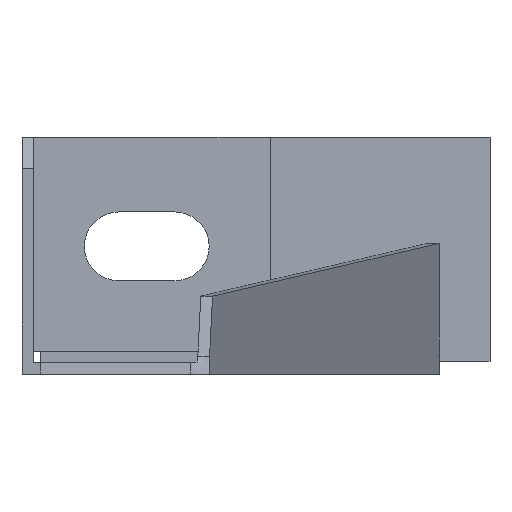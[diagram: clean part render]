
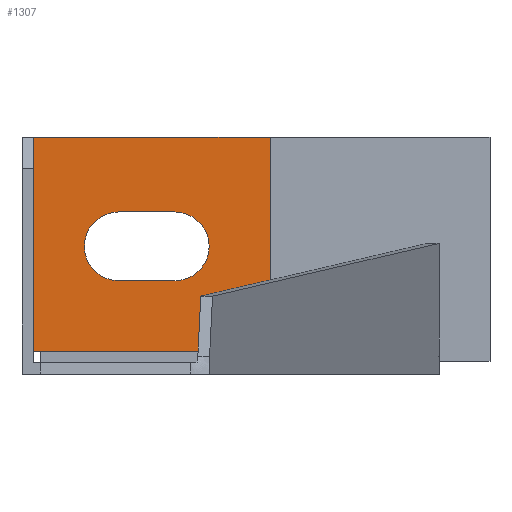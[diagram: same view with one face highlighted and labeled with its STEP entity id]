
A CAD part, left-side view. The second image highlights one B-rep face of the part: STEP entity #1307.
In plain terms, the highlighted planar face has unit normal (-1, 0, 0).
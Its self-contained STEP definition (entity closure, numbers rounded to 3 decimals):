
#200=DIRECTION('',(0.,0.,-1.));
#201=VECTOR('',#200,34.404);
#202=CARTESIAN_POINT('',(306.2,93.5,37.76));
#203=LINE('',#202,#201);
#396=DIRECTION('',(0.,-1.,0.));
#397=VECTOR('',#396,37.85);
#398=CARTESIAN_POINT('',(306.2,93.5,3.357));
#399=LINE('',#398,#397);
#404=DIRECTION('',(0.,-1.,0.));
#405=VECTOR('',#404,9.);
#406=CARTESIAN_POINT('',(306.2,79.9,14.76));
#407=LINE('',#406,#405);
#408=CARTESIAN_POINT('',(306.2,70.9,20.26));
#409=DIRECTION('',(-1.,0.,0.));
#410=DIRECTION('',(0.,0.,-1.));
#411=AXIS2_PLACEMENT_3D('',#408,#409,#410);
#413=CARTESIAN_POINT('',(306.2,70.9,20.26));
#414=DIRECTION('',(-1.,0.,0.));
#415=DIRECTION('',(0.,-1.,0.));
#416=AXIS2_PLACEMENT_3D('',#413,#414,#415);
#418=DIRECTION('',(0.,1.,0.));
#419=VECTOR('',#418,9.);
#420=CARTESIAN_POINT('',(306.2,70.9,25.76));
#421=LINE('',#420,#419);
#422=CARTESIAN_POINT('',(306.2,79.9,20.26));
#423=DIRECTION('',(-1.,0.,0.));
#424=DIRECTION('',(0.,0.,1.));
#425=AXIS2_PLACEMENT_3D('',#422,#423,#424);
#427=CARTESIAN_POINT('',(306.2,79.9,20.26));
#428=DIRECTION('',(-1.,0.,0.));
#429=DIRECTION('',(0.,1.,0.));
#430=AXIS2_PLACEMENT_3D('',#427,#428,#429);
#432=DIRECTION('',(0.,-1.,0.));
#433=VECTOR('',#432,37.85);
#434=CARTESIAN_POINT('',(306.2,93.5,37.76));
#435=LINE('',#434,#433);
#460=DIRECTION('',(0.,0.,1.));
#461=VECTOR('',#460,34.404);
#462=CARTESIAN_POINT('',(306.2,55.65,3.357));
#463=LINE('',#462,#461);
#540=CARTESIAN_POINT('',(306.2,79.9,14.76));
#541=CARTESIAN_POINT('',(306.2,70.9,14.76));
#542=VERTEX_POINT('',#540);
#543=VERTEX_POINT('',#541);
#544=CARTESIAN_POINT('',(306.2,65.4,20.26));
#545=VERTEX_POINT('',#544);
#546=CARTESIAN_POINT('',(306.2,70.9,25.76));
#547=VERTEX_POINT('',#546);
#548=CARTESIAN_POINT('',(306.2,79.9,25.76));
#549=VERTEX_POINT('',#548);
#550=CARTESIAN_POINT('',(306.2,85.4,20.26));
#551=VERTEX_POINT('',#550);
#619=CARTESIAN_POINT('',(306.2,55.65,37.76));
#621=VERTEX_POINT('',#619);
#639=CARTESIAN_POINT('',(306.2,93.5,37.76));
#640=VERTEX_POINT('',#639);
#662=CARTESIAN_POINT('',(306.2,55.65,3.357));
#664=VERTEX_POINT('',#662);
#669=CARTESIAN_POINT('',(306.2,93.5,3.357));
#670=VERTEX_POINT('',#669);
#1281=CARTESIAN_POINT('',(306.2,93.5,6.26));
#1282=DIRECTION('',(-1.,0.,0.));
#1283=DIRECTION('',(0.,0.,1.));
#1284=AXIS2_PLACEMENT_3D('',#1281,#1282,#1283);
#1285=PLANE('',#1284);
#1286=ORIENTED_EDGE('',*,*,#1230,.T.);
#1288=ORIENTED_EDGE('',*,*,#1287,.F.);
#1289=ORIENTED_EDGE('',*,*,#1273,.F.);
#1290=ORIENTED_EDGE('',*,*,#1021,.F.);
#1291=EDGE_LOOP('',(#1286,#1288,#1289,#1290));
#1292=FACE_OUTER_BOUND('',#1291,.F.);
#1294=ORIENTED_EDGE('',*,*,#1293,.T.);
#1296=ORIENTED_EDGE('',*,*,#1295,.T.);
#1298=ORIENTED_EDGE('',*,*,#1297,.T.);
#1300=ORIENTED_EDGE('',*,*,#1299,.T.);
#1302=ORIENTED_EDGE('',*,*,#1301,.T.);
#1304=ORIENTED_EDGE('',*,*,#1303,.T.);
#1305=EDGE_LOOP('',(#1294,#1296,#1298,#1300,#1302,#1304));
#1306=FACE_BOUND('',#1305,.F.);
#1307=ADVANCED_FACE('',(#1292,#1306),#1285,.T.);
#412=CIRCLE('',#411,5.5);
#417=CIRCLE('',#416,5.5);
#426=CIRCLE('',#425,5.5);
#431=CIRCLE('',#430,5.5);
#1021=EDGE_CURVE('',#640,#670,#203,.T.);
#1230=EDGE_CURVE('',#640,#621,#435,.T.);
#1273=EDGE_CURVE('',#670,#664,#399,.T.);
#1287=EDGE_CURVE('',#664,#621,#463,.T.);
#1293=EDGE_CURVE('',#542,#543,#407,.T.);
#1295=EDGE_CURVE('',#543,#545,#412,.T.);
#1297=EDGE_CURVE('',#545,#547,#417,.T.);
#1299=EDGE_CURVE('',#547,#549,#421,.T.);
#1301=EDGE_CURVE('',#549,#551,#426,.T.);
#1303=EDGE_CURVE('',#551,#542,#431,.T.);
